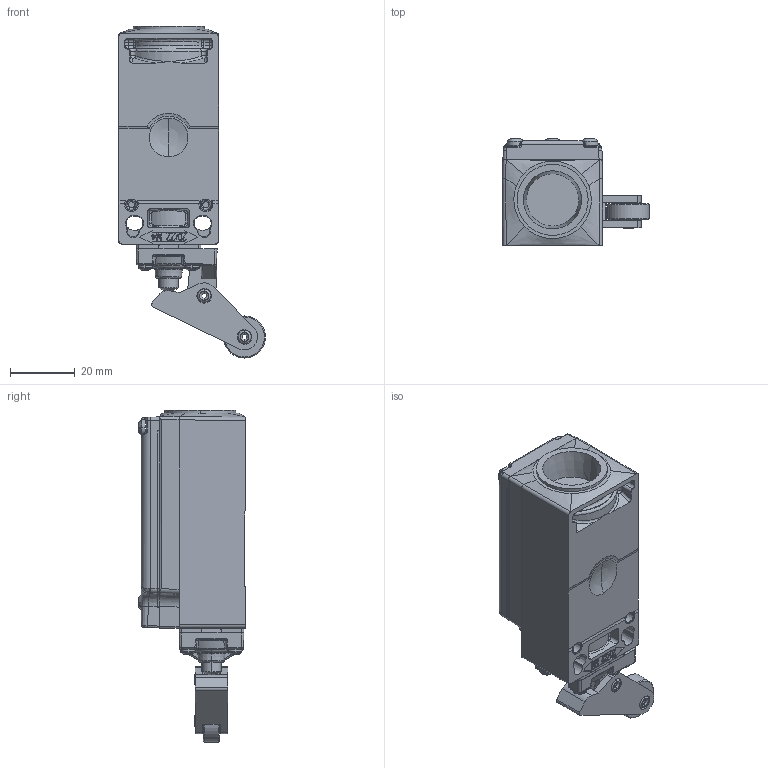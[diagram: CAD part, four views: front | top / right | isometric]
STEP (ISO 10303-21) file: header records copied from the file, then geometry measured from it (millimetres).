
FILE_DESCRIPTION((''),'2;1');
FILE_NAME('1336702_SW0001','2016-06-03T',('sharbsmeier'),('.steute Schaltgeräte GmbH, Löhne'),'PRO/ENGINEER BY PARAMETRIC TECHNOLOGY CORPORATION, 2015070','PRO/ENGINEER BY PARAMETRIC TECHNOLOGY CORPORATION, 2015070','');
FILE_SCHEMA(('CONFIG_CONTROL_DESIGN'));
Length unit declared in the file: millimetre
Products named in the file (1): 1336702_SW0001
Bounding box: 45.48 x 33 x 102.75 mm (x, y, z)
Surface area: 18003.1 mm2 (no closed solid volume)
Topology: 0 solids, 48 shells, 759 faces, 3077 edges, 2289 vertices
Faces by surface type: plane 305, cylinder 198, bspline 142, torus 46, cone 43, sphere 24, extrusion 1
Entity records: 38341 total; most frequent: CARTESIAN_POINT 14448, ORIENTED_EDGE 4569, DIRECTION 4541, EDGE_CURVE 3031, VERTEX_POINT 2307, VECTOR 1941, LINE 1940, AXIS2_PLACEMENT_3D 1300
